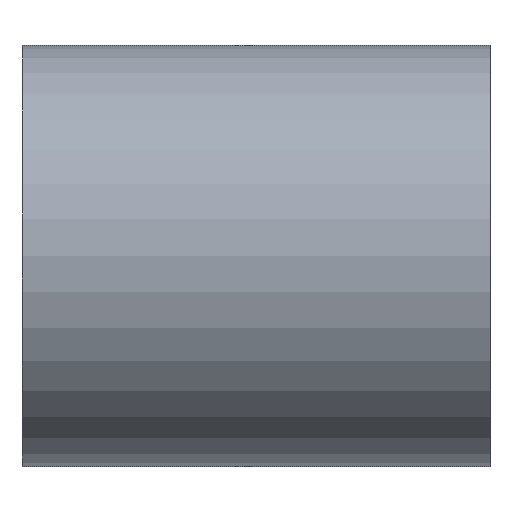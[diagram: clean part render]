
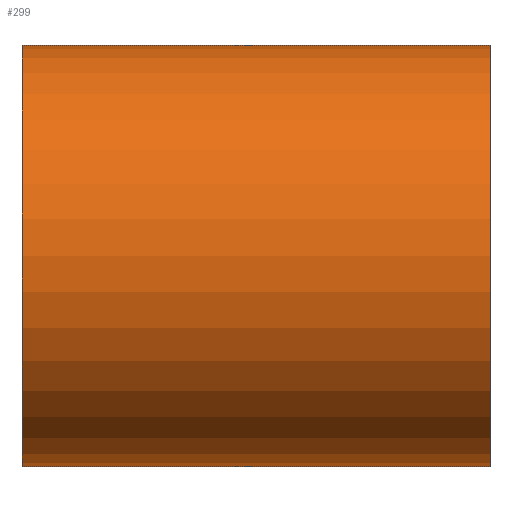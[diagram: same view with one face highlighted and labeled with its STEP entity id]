
A CAD part, top view. The second image highlights one B-rep face of the part: STEP entity #299.
In plain terms, the highlighted cylindrical face has radius 2.25 mm (diameter 4.5 mm), a partial arc.
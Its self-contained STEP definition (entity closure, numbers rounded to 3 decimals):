
#145=CARTESIAN_POINT('',(2.5,0.,0.));
#146=DIRECTION('',(1.,0.,0.));
#147=DIRECTION('',(0.,1.,0.));
#148=AXIS2_PLACEMENT_3D('',#145,#146,#147);
#150=DIRECTION('',(-1.,0.,0.));
#151=VECTOR('',#150,5.);
#152=CARTESIAN_POINT('',(2.5,2.25,0.));
#153=LINE('',#152,#151);
#154=DIRECTION('',(-1.,0.,0.));
#155=VECTOR('',#154,5.);
#156=CARTESIAN_POINT('',(2.5,-2.25,0.));
#157=LINE('',#156,#155);
#168=CARTESIAN_POINT('',(-2.5,0.,0.));
#169=DIRECTION('',(1.,0.,0.));
#170=DIRECTION('',(0.,1.,0.));
#171=AXIS2_PLACEMENT_3D('',#168,#169,#170);
#213=CARTESIAN_POINT('',(2.5,2.25,0.));
#214=CARTESIAN_POINT('',(-2.5,2.25,0.));
#215=VERTEX_POINT('',#213);
#216=VERTEX_POINT('',#214);
#217=CARTESIAN_POINT('',(2.5,-2.25,0.));
#218=CARTESIAN_POINT('',(-2.5,-2.25,0.));
#219=VERTEX_POINT('',#217);
#220=VERTEX_POINT('',#218);
#285=CARTESIAN_POINT('',(-2.75,0.,0.));
#286=DIRECTION('',(1.,0.,0.));
#287=DIRECTION('',(0.,-1.,0.));
#288=AXIS2_PLACEMENT_3D('',#285,#286,#287);
#289=CYLINDRICAL_SURFACE('',#288,2.25);
#291=ORIENTED_EDGE('',*,*,#290,.F.);
#292=ORIENTED_EDGE('',*,*,#273,.T.);
#294=ORIENTED_EDGE('',*,*,#293,.T.);
#296=ORIENTED_EDGE('',*,*,#295,.F.);
#297=EDGE_LOOP('',(#291,#292,#294,#296));
#298=FACE_OUTER_BOUND('',#297,.F.);
#149=CIRCLE('',#148,2.25);
#172=CIRCLE('',#171,2.25);
#273=EDGE_CURVE('',#215,#219,#149,.T.);
#290=EDGE_CURVE('',#215,#216,#153,.T.);
#293=EDGE_CURVE('',#219,#220,#157,.T.);
#295=EDGE_CURVE('',#216,#220,#172,.T.);
#299=ADVANCED_FACE('',(#298),#289,.T.);
